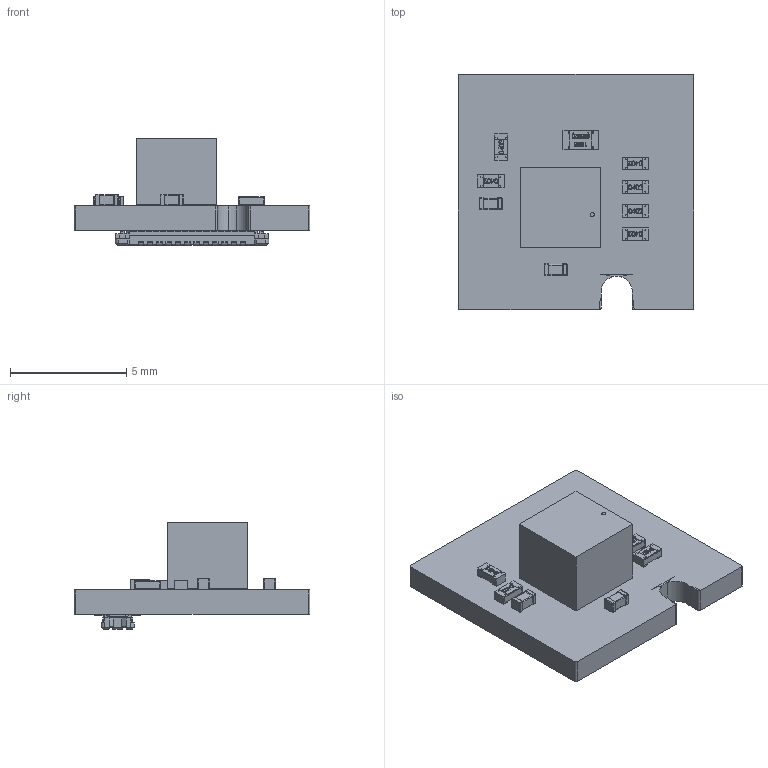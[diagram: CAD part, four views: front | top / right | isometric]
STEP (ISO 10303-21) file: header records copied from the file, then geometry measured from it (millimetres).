
FILE_DESCRIPTION(('Open CASCADE Model'),'2;1');
FILE_NAME('Open CASCADE Shape Model','2021-07-24T12:35:10',('Author'),( 'Open CASCADE'),'Open CASCADE STEP processor 6.8','Open CASCADE 6.8' ,'Unknown');
FILE_SCHEMA(('AUTOMOTIVE_DESIGN { 1 0 10303 214 1 1 1 1 }'));
Length unit declared in the file: millimetre
Products named in the file (23): PCB; Board; Open CASCADE STEP translator 6.8 2.1.1; Open CASCADE STEP translator 6.8 2.1.1.1; Open CASCADE STEP translator 6.8 2.1.1.2; Open CASCADE STEP translator 6.8 2.1.1.3; Open CASCADE STEP translator 6.8 2.1.1.4; J1; axe624124; U1; CCLGA-10L_3P3X3P3X2P9_STM; R6; RES_1005-0402; R7; R5; R4; R3; R2; R1; RES1608; C2; C0402; C1
Assembly tree (28 placements, depth 4):
  PCB
    Board
      Open CASCADE STEP translator 6.8 2.1.1
        Open CASCADE STEP translator 6.8 2.1.1.1
        Open CASCADE STEP translator 6.8 2.1.1.2
        Open CASCADE STEP translator 6.8 2.1.1.3
        Open CASCADE STEP translator 6.8 2.1.1.4
    J1
      axe624124
    U1
      CCLGA-10L_3P3X3P3X2P9_STM
    R6
      RES_1005-0402
    R7
      RES_1005-0402
    R5
      RES_1005-0402
    R4
      RES_1005-0402
    R3
      RES_1005-0402
    R2
      RES_1005-0402
    R1
      RES1608
    C2
      C0402
    C1
      C0402
Bounding box: 10.15 x 10.15 x 4.59 mm (x, y, z)
Volume: 145.3 mm3; surface area: 402.1 mm2
Topology: 45 solids, 45 shells, 1560 faces, 3961 edges, 2522 vertices
Faces by surface type: plane 992, bspline 330, cylinder 194, sphere 36, cone 4, torus 4
Full cylindrical faces by diameter (mm): 0.173 x1
Entity records: 36811 total; most frequent: CARTESIAN_POINT 9593, ORIENTED_EDGE 5288, DIRECTION 4306, EDGE_CURVE 2644, LINE 1888, VECTOR 1888, VERTEX_POINT 1690, AXIS2_PLACEMENT_3D 1209
